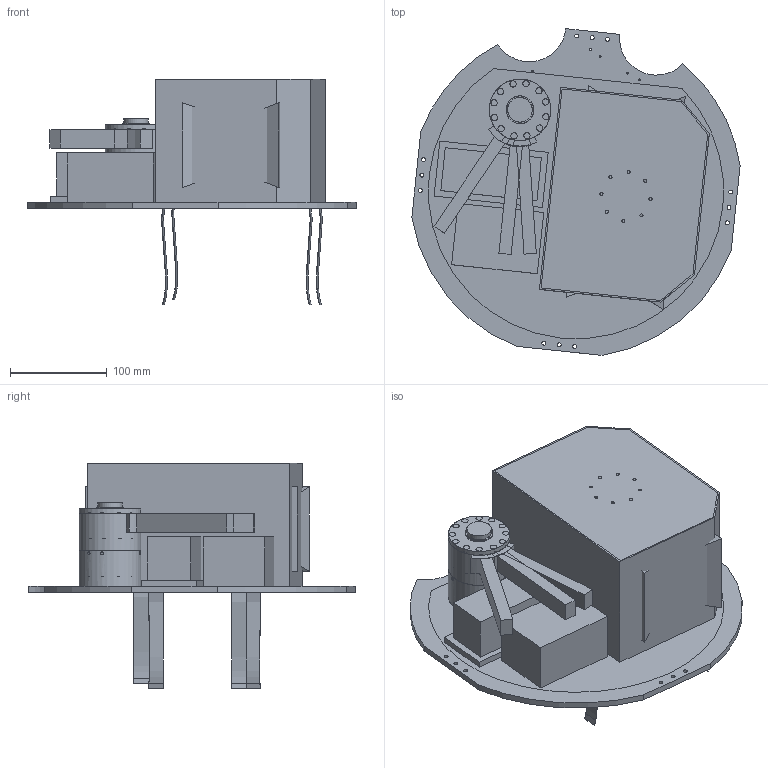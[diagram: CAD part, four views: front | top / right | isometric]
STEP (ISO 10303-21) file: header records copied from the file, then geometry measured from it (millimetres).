
FILE_DESCRIPTION(/* description */ (''),/* implementation_level */ '2;1');
FILE_NAME(/* name */ 'CDR_Plate_Layout.stp',/* time_stamp */ '2017-11-06T02:24:55-05:00',/* author */ (''),/* organization */ (''),/* preprocessor_version */ 'ST-DEVELOPER v16',/* originating_system */ 'SIEMENS PLM Software NX 11.0',/* authorisation */ '');
FILE_SCHEMA (('AUTOMOTIVE_DESIGN { 1 0 10303 214 3 1 1 1 }'));
Length unit declared in the file: inch
Products named in the file (33): OVA5647483; OVA5647_Housing484; OVA5647_IR-Glas485; OVA5647_Pigtail486; tubeholderbase2472; bearing holder473; RasPi_Camera_Board489; siliconbacking; Central Housing445; Motor End Cover444; Pitch Motor Housing V281478; rod_holder480; slide rod481; test_tube482; OVA5647_Lens_FOV; Shaker_motor; shaker_disk; link_arm; holderhalf463; End Effector V3479; holderhalf2464; BasePlate (1)484; PayloadSA218485; new sunshade363486; newerbox448; Electronics Box V2503; OVA5647_FOV504; PiCamwithsilicon; SCAMP To Scale_stp455; tubeholder491; shakerwithrods369492; newFOV; platelayoutwFOVv1_stp
Assembly tree (57 placements, depth 4):
  platelayoutwFOVv1_stp
    Electronics Box V2503
    newFOV  x4
      OVA5647_Lens_FOV
    newerbox448
    new sunshade363486
    PayloadSA218485
    BasePlate (1)484
    shakerwithrods369492  x2
      tubeholder491
        bearing holder473  x4
        tubeholderbase2472
      test_tube482
      slide rod481
      rod_holder480
    SCAMP To Scale_stp455  x2
      End Effector V3479
      Pitch Motor Housing V281478
      Motor End Cover444
      Central Housing445
    PiCamwithsilicon  x4
      siliconbacking
      OVA5647_FOV504
        OVA5647_Pigtail486
        OVA5647_IR-Glas485
        OVA5647_Housing484
        OVA5647483
      RasPi_Camera_Board489
    holderhalf2464  x6
    End Effector V3479
    holderhalf463  x2
    link_arm  x2
    shaker_disk  x2
    Shaker_motor  x2
Bounding box: 338.68 x 336.96 x 232.97 mm (x, y, z)
Volume: 3854527.5 mm3; surface area: 1123350.1 mm2
Topology: 88 solids, 88 shells, 2954 faces, 7254 edges, 4694 vertices
Faces by surface type: plane 1359, cylinder 999, torus 496, bspline 44, cone 40, sphere 16
Full cylindrical faces by diameter (mm): 1.7 x4, 2.032 x5, 2.383 x24, 2.845 x22, 3.048 x18, 3.175 x12, 3.454 x12, 3.7 x16, 3.734 x12, 4.064 x24, 5.715 x12, 6.096 x1, 6.35 x12, 6.502 x12, 6.731 x8, 7.112 x4, 8.636 x12, 9.652 x4, 9.804 x4, 12.7 x16, 13.411 x8, 17.78 x8, 19.05 x8, 20 x2, 25.4 x2, 28.575 x2, 31.75 x2, 37.973 x2, 46.99 x6, 49.276 x2
Entity records: 28856 total; most frequent: CARTESIAN_POINT 5705, DIRECTION 4823, ORIENTED_EDGE 4130, EDGE_CURVE 2065, AXIS2_PLACEMENT_3D 1942, EDGE_LOOP 1428, VERTEX_POINT 1425, CIRCLE 970
